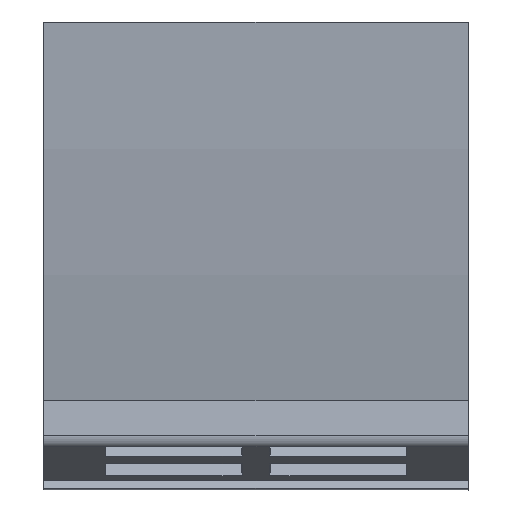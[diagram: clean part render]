
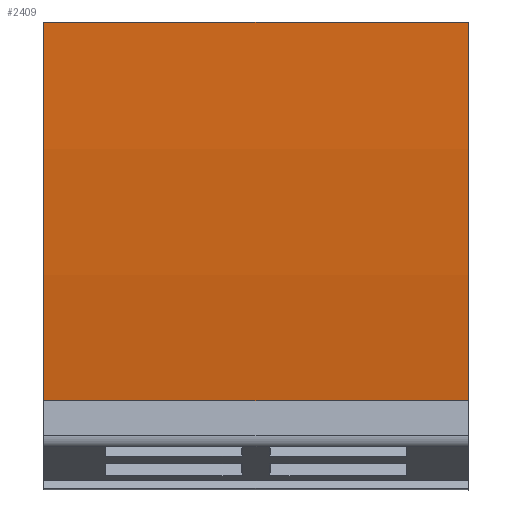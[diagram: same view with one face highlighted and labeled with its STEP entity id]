
A CAD part, top view. The second image highlights one B-rep face of the part: STEP entity #2409.
In plain terms, the highlighted cylindrical face has radius 220 mm (diameter 440 mm), a partial arc.
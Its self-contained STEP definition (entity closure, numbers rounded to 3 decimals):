
#2382=AXIS2_PLACEMENT_3D('Cylinder Axis2P3D',#2379,#2380,#2381) ;
#2386=AXIS2_PLACEMENT_3D('Circle Axis2P3D',#2384,#2385,$) ;
#2400=AXIS2_PLACEMENT_3D('Circle Axis2P3D',#2398,#2399,$) ;
#2357=CARTESIAN_POINT('Vertex',(0.,7.886,61.288)) ;
#2364=CARTESIAN_POINT('Vertex',(37.6,7.886,61.288)) ;
#2367=CARTESIAN_POINT('Line Origine',(18.8,7.886,61.288)) ;
#2379=CARTESIAN_POINT('Axis2P3D Location',(28.86,46.482,-155.3)) ;
#2384=CARTESIAN_POINT('Axis2P3D Location',(37.6,46.482,-155.3)) ;
#2388=CARTESIAN_POINT('Vertex',(37.6,41.482,64.643)) ;
#2391=CARTESIAN_POINT('Line Origine',(28.86,41.482,64.643)) ;
#2395=CARTESIAN_POINT('Vertex',(0.,41.482,64.643)) ;
#2398=CARTESIAN_POINT('Axis2P3D Location',(0.,46.482,-155.3)) ;
#2368=DIRECTION('Vector Direction',(1.,0.,0.)) ;
#2380=DIRECTION('Axis2P3D Direction',(1.,0.,0.)) ;
#2381=DIRECTION('Axis2P3D XDirection',(0.,-0.023,1.)) ;
#2385=DIRECTION('Axis2P3D Direction',(1.,0.,0.)) ;
#2392=DIRECTION('Vector Direction',(1.,0.,0.)) ;
#2399=DIRECTION('Axis2P3D Direction',(1.,0.,0.)) ;
#2369=VECTOR('Line Direction',#2368,1.) ;
#2393=VECTOR('Line Direction',#2392,1.) ;
#2404=ORIENTED_EDGE('',*,*,#2371,.T.) ;
#2405=ORIENTED_EDGE('',*,*,#2390,.T.) ;
#2406=ORIENTED_EDGE('',*,*,#2397,.T.) ;
#2407=ORIENTED_EDGE('',*,*,#2402,.F.) ;
#2409=ADVANCED_FACE('Koerper.2',(#2408),#2383,.T.) ;
#2387=CIRCLE('generated circle',#2386,220.) ;
#2401=CIRCLE('generated circle',#2400,220.) ;
#2383=CYLINDRICAL_SURFACE('generated cylinder',#2382,220.) ;
#2371=EDGE_CURVE('',#2358,#2365,#2370,.T.) ;
#2390=EDGE_CURVE('',#2365,#2389,#2387,.F.) ;
#2397=EDGE_CURVE('',#2389,#2396,#2394,.F.) ;
#2402=EDGE_CURVE('',#2358,#2396,#2401,.F.) ;
#2403=EDGE_LOOP('',(#2404,#2405,#2406,#2407)) ;
#2408=FACE_OUTER_BOUND('',#2403,.T.) ;
#2370=LINE('Line',#2367,#2369) ;
#2394=LINE('Line',#2391,#2393) ;
#2358=VERTEX_POINT('',#2357) ;
#2365=VERTEX_POINT('',#2364) ;
#2389=VERTEX_POINT('',#2388) ;
#2396=VERTEX_POINT('',#2395) ;
